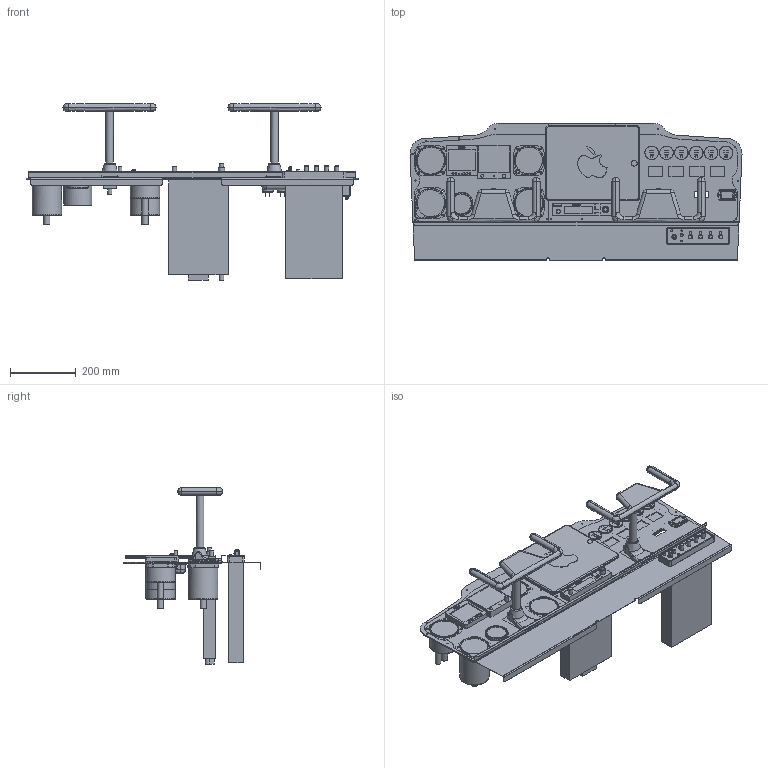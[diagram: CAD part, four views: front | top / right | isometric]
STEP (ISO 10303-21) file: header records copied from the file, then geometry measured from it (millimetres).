
FILE_DESCRIPTION(('FreeCAD Model'),'2;1');
FILE_NAME('Open CASCADE Shape Model','2025-04-26T23:25:51',('FreeCAD'),( 'FreeCAD'),'Open CASCADE STEP processor 7.6','FreeCAD','Unknown');
FILE_SCHEMA(('AUTOMOTIVE_DESIGN { 1 0 10303 214 1 1 1 1 }'));
Products named in the file (1): Open CASCADE STEP translator 7.6 1
Bounding box: 1008.36 x 416.94 x 535.67 mm (x, y, z)
Volume: 11531691.6 mm3; surface area: 1861814.2 mm2
Topology: 34 solids, 35 shells, 2139 faces, 5340 edges, 3408 vertices
Faces by surface type: bspline 2139
Entity records: 75422 total; most frequent: CARTESIAN_POINT 43508, ORIENTED_EDGE 10640, EDGE_CURVE 5320, B_SPLINE_CURVE_WITH_KNOTS 3857, VERTEX_POINT 3408, FACE_BOUND 2558, EDGE_LOOP 2558, ADVANCED_FACE 2139
